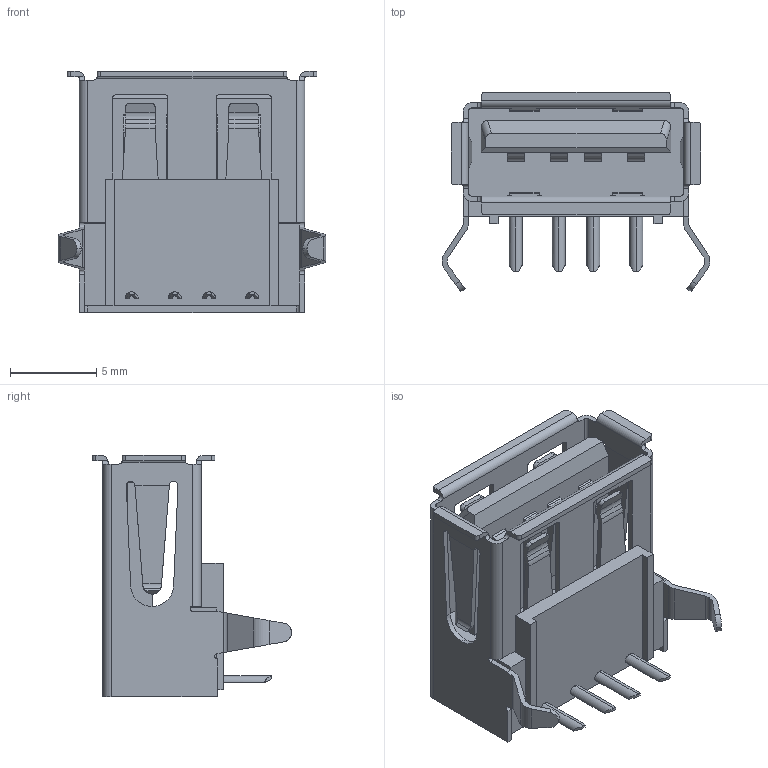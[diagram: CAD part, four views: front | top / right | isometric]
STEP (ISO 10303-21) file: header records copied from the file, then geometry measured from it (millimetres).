
FILE_DESCRIPTION (( 'STEP AP214' ), '1' );
FILE_NAME ('KUSBX-AS1N-B_rA3.STEP', '2013-09-26T18:31:54', ( '' ), ( '' ), 'SwSTEP 2.0', 'SolidWorks 2012', '' );
FILE_SCHEMA (( 'AUTOMOTIVE_DESIGN' ));
Length unit declared in the file: millimetre
Products named in the file (1): KUSBX-AS1N-B_rA3
Bounding box: 15.55 x 11.55 x 14 mm (x, y, z)
Volume: 697.1 mm3; surface area: 1306.4 mm2
Topology: 1 solids, 1 shells, 369 faces, 1010 edges, 646 vertices
Faces by surface type: plane 233, cylinder 136
Entity records: 12292 total; most frequent: CARTESIAN_POINT 2512, ORIENTED_EDGE 2020, DIRECTION 1816, EDGE_CURVE 1010, LINE 692, VECTOR 692, VERTEX_POINT 646, AXIS2_PLACEMENT_3D 562
